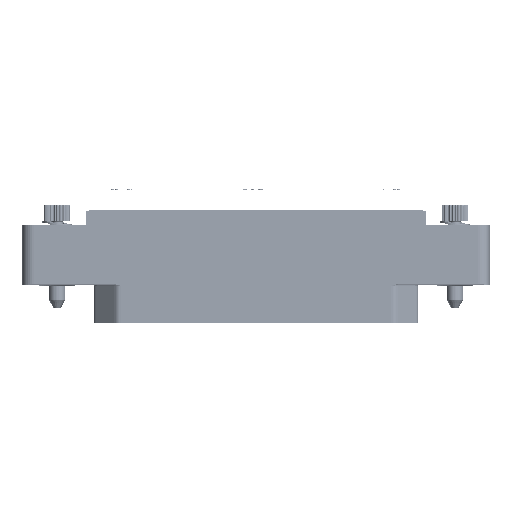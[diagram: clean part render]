
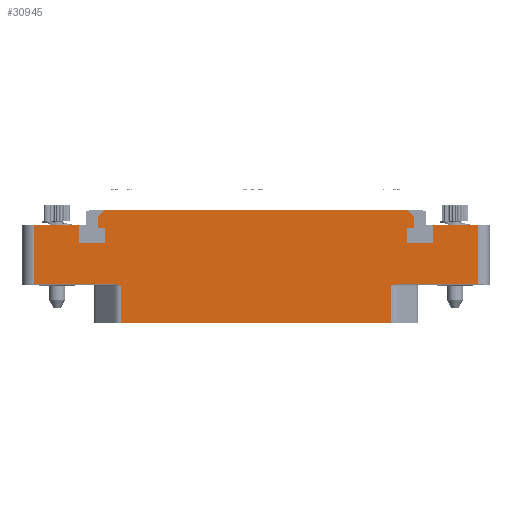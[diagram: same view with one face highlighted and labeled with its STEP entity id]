
A CAD part, top view. The second image highlights one B-rep face of the part: STEP entity #30945.
In plain terms, the highlighted planar face has unit normal (0, 0, 1).
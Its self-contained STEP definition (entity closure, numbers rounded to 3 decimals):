
#3813=DIRECTION('',(-1.,0.,0.));
#3814=VECTOR('',#3813,46.236);
#3815=CARTESIAN_POINT('',(23.118,-6.5,7.));
#3816=LINE('',#3815,#3814);
#3903=DIRECTION('',(1.,0.,0.));
#3904=VECTOR('',#3903,14.082);
#3905=CARTESIAN_POINT('',(-38.,0.,7.));
#3906=LINE('',#3905,#3904);
#4019=DIRECTION('',(0.,-1.,0.));
#4020=VECTOR('',#4019,10.25);
#4021=CARTESIAN_POINT('',(-38.,10.25,7.));
#4022=LINE('',#4021,#4020);
#4037=DIRECTION('',(1.,0.,0.));
#4038=VECTOR('',#4037,7.8);
#4039=CARTESIAN_POINT('',(-38.,10.25,7.));
#4040=LINE('',#4039,#4038);
#4041=DIRECTION('',(0.,-1.,0.));
#4042=VECTOR('',#4041,3.2);
#4043=CARTESIAN_POINT('',(-30.2,10.25,7.));
#4044=LINE('',#4043,#4042);
#4045=DIRECTION('',(1.,0.,0.));
#4046=VECTOR('',#4045,4.4);
#4047=CARTESIAN_POINT('',(-30.2,7.05,7.));
#4048=LINE('',#4047,#4046);
#4049=DIRECTION('',(0.,1.,0.));
#4050=VECTOR('',#4049,2.6);
#4051=CARTESIAN_POINT('',(-25.8,7.05,7.));
#4052=LINE('',#4051,#4050);
#4053=DIRECTION('',(-1.,0.,0.));
#4054=VECTOR('',#4053,1.2);
#4055=CARTESIAN_POINT('',(-25.8,9.65,7.));
#4056=LINE('',#4055,#4054);
#4057=DIRECTION('',(0.,-1.,0.));
#4058=VECTOR('',#4057,1.9);
#4059=CARTESIAN_POINT('',(-27.,11.55,7.));
#4060=LINE('',#4059,#4058);
#4061=DIRECTION('',(1.,0.,0.));
#4062=VECTOR('',#4061,51.6);
#4063=CARTESIAN_POINT('',(-25.8,12.75,7.));
#4064=LINE('',#4063,#4062);
#4065=DIRECTION('',(0.,-1.,0.));
#4066=VECTOR('',#4065,1.9);
#4067=CARTESIAN_POINT('',(27.,11.55,7.));
#4068=LINE('',#4067,#4066);
#4069=DIRECTION('',(-1.,0.,0.));
#4070=VECTOR('',#4069,1.2);
#4071=CARTESIAN_POINT('',(27.,9.65,7.));
#4072=LINE('',#4071,#4070);
#4073=DIRECTION('',(0.,-1.,0.));
#4074=VECTOR('',#4073,2.6);
#4075=CARTESIAN_POINT('',(25.8,9.65,7.));
#4076=LINE('',#4075,#4074);
#4077=DIRECTION('',(1.,0.,0.));
#4078=VECTOR('',#4077,4.4);
#4079=CARTESIAN_POINT('',(25.8,7.05,7.));
#4080=LINE('',#4079,#4078);
#4081=DIRECTION('',(0.,1.,0.));
#4082=VECTOR('',#4081,3.2);
#4083=CARTESIAN_POINT('',(30.2,7.05,7.));
#4084=LINE('',#4083,#4082);
#4085=DIRECTION('',(1.,0.,0.));
#4086=VECTOR('',#4085,7.8);
#4087=CARTESIAN_POINT('',(30.2,10.25,7.));
#4088=LINE('',#4087,#4086);
#4089=DIRECTION('',(1.,0.,0.));
#4090=VECTOR('',#4089,14.082);
#4091=CARTESIAN_POINT('',(23.918,0.,7.));
#4092=LINE('',#4091,#4090);
#4123=CARTESIAN_POINT('',(23.118,-0.2,7.));
#4124=CARTESIAN_POINT('',(23.155,-0.186,7.));
#4125=CARTESIAN_POINT('',(23.226,-0.161,7.));
#4126=CARTESIAN_POINT('',(23.319,-0.128,7.));
#4127=CARTESIAN_POINT('',(23.403,-0.1,7.));
#4128=CARTESIAN_POINT('',(23.479,-0.076,7.));
#4129=CARTESIAN_POINT('',(23.552,-0.055,7.));
#4130=CARTESIAN_POINT('',(23.623,-0.037,7.));
#4131=CARTESIAN_POINT('',(23.695,-0.022,7.));
#4132=CARTESIAN_POINT('',(23.769,-0.01,7.));
#4133=CARTESIAN_POINT('',(23.844,-0.002,7.));
#4134=CARTESIAN_POINT('',(23.893,0.,7.));
#4135=CARTESIAN_POINT('',(23.918,0.,7.));
#4151=DIRECTION('',(0.,1.,0.));
#4152=VECTOR('',#4151,6.3);
#4153=CARTESIAN_POINT('',(23.118,-6.5,7.));
#4154=LINE('',#4153,#4152);
#4196=DIRECTION('',(0.,1.,0.));
#4197=VECTOR('',#4196,10.25);
#4198=CARTESIAN_POINT('',(38.,0.,7.));
#4199=LINE('',#4198,#4197);
#6032=DIRECTION('',(0.,1.,0.));
#6033=VECTOR('',#6032,6.3);
#6034=CARTESIAN_POINT('',(-23.118,-6.5,7.));
#6035=LINE('',#6034,#6033);
#6060=CARTESIAN_POINT('',(-23.918,0.,7.));
#6061=CARTESIAN_POINT('',(-23.893,0.,7.));
#6062=CARTESIAN_POINT('',(-23.844,-0.002,7.));
#6063=CARTESIAN_POINT('',(-23.769,-0.01,7.));
#6064=CARTESIAN_POINT('',(-23.695,-0.022,7.));
#6065=CARTESIAN_POINT('',(-23.623,-0.037,7.));
#6066=CARTESIAN_POINT('',(-23.552,-0.055,7.));
#6067=CARTESIAN_POINT('',(-23.479,-0.076,7.));
#6068=CARTESIAN_POINT('',(-23.403,-0.1,7.));
#6069=CARTESIAN_POINT('',(-23.319,-0.128,7.));
#6070=CARTESIAN_POINT('',(-23.226,-0.161,7.));
#6071=CARTESIAN_POINT('',(-23.155,-0.186,7.));
#6072=CARTESIAN_POINT('',(-23.118,-0.2,7.));
#6412=DIRECTION('',(0.707,-0.707,0.));
#6413=VECTOR('',#6412,1.697);
#6414=CARTESIAN_POINT('',(25.8,12.75,7.));
#6415=LINE('',#6414,#6413);
#6420=DIRECTION('',(-0.707,-0.707,0.));
#6421=VECTOR('',#6420,1.697);
#6422=CARTESIAN_POINT('',(-25.8,12.75,7.));
#6423=LINE('',#6422,#6421);
#22410=CARTESIAN_POINT('',(-30.2,10.25,7.));
#22411=CARTESIAN_POINT('',(-30.2,7.05,7.));
#22412=VERTEX_POINT('',#22410);
#22413=VERTEX_POINT('',#22411);
#22414=CARTESIAN_POINT('',(-25.8,7.05,7.));
#22415=VERTEX_POINT('',#22414);
#22416=CARTESIAN_POINT('',(-25.8,9.65,7.));
#22417=VERTEX_POINT('',#22416);
#22418=CARTESIAN_POINT('',(-27.,9.65,7.));
#22419=VERTEX_POINT('',#22418);
#22420=CARTESIAN_POINT('',(27.,9.65,7.));
#22421=CARTESIAN_POINT('',(25.8,9.65,7.));
#22422=VERTEX_POINT('',#22420);
#22423=VERTEX_POINT('',#22421);
#22424=CARTESIAN_POINT('',(25.8,7.05,7.));
#22425=VERTEX_POINT('',#22424);
#22426=CARTESIAN_POINT('',(30.2,7.05,7.));
#22427=VERTEX_POINT('',#22426);
#22428=CARTESIAN_POINT('',(30.2,10.25,7.));
#22429=VERTEX_POINT('',#22428);
#22434=CARTESIAN_POINT('',(-27.,11.55,7.));
#22436=VERTEX_POINT('',#22434);
#22438=CARTESIAN_POINT('',(-25.8,12.75,7.));
#22439=VERTEX_POINT('',#22438);
#22440=CARTESIAN_POINT('',(27.,11.55,7.));
#22442=VERTEX_POINT('',#22440);
#22444=CARTESIAN_POINT('',(25.8,12.75,7.));
#22445=VERTEX_POINT('',#22444);
#22522=CARTESIAN_POINT('',(38.,0.,7.));
#22523=CARTESIAN_POINT('',(38.,10.25,7.));
#22524=VERTEX_POINT('',#22522);
#22525=VERTEX_POINT('',#22523);
#22530=CARTESIAN_POINT('',(-38.,10.25,7.));
#22531=CARTESIAN_POINT('',(-38.,0.,7.));
#22532=VERTEX_POINT('',#22530);
#22533=VERTEX_POINT('',#22531);
#22787=CARTESIAN_POINT('',(23.118,-6.5,7.));
#22789=VERTEX_POINT('',#22787);
#22790=CARTESIAN_POINT('',(-23.118,-6.5,7.));
#22792=VERTEX_POINT('',#22790);
#22822=CARTESIAN_POINT('',(-23.118,-0.2,7.));
#22823=VERTEX_POINT('',#22822);
#22824=CARTESIAN_POINT('',(-23.918,0.,7.));
#22825=VERTEX_POINT('',#22824);
#22826=CARTESIAN_POINT('',(23.118,-0.2,7.));
#22828=VERTEX_POINT('',#22826);
#22830=CARTESIAN_POINT('',(23.918,0.,7.));
#22832=VERTEX_POINT('',#22830);
#30895=CARTESIAN_POINT('',(0.,0.,7.));
#30896=DIRECTION('',(0.,0.,-1.));
#30897=DIRECTION('',(-1.,0.,0.));
#30898=AXIS2_PLACEMENT_3D('',#30895,#30896,#30897);
#30899=PLANE('',#30898);
#30901=ORIENTED_EDGE('',*,*,#30900,.F.);
#30903=ORIENTED_EDGE('',*,*,#30902,.F.);
#30905=ORIENTED_EDGE('',*,*,#30904,.F.);
#30906=ORIENTED_EDGE('',*,*,#30685,.T.);
#30908=ORIENTED_EDGE('',*,*,#30907,.T.);
#30910=ORIENTED_EDGE('',*,*,#30909,.F.);
#30911=ORIENTED_EDGE('',*,*,#30772,.F.);
#30912=ORIENTED_EDGE('',*,*,#30886,.F.);
#30913=ORIENTED_EDGE('',*,*,#30820,.T.);
#30915=ORIENTED_EDGE('',*,*,#30914,.T.);
#30917=ORIENTED_EDGE('',*,*,#30916,.T.);
#30919=ORIENTED_EDGE('',*,*,#30918,.T.);
#30921=ORIENTED_EDGE('',*,*,#30920,.T.);
#30923=ORIENTED_EDGE('',*,*,#30922,.F.);
#30925=ORIENTED_EDGE('',*,*,#30924,.F.);
#30927=ORIENTED_EDGE('',*,*,#30926,.T.);
#30929=ORIENTED_EDGE('',*,*,#30928,.T.);
#30931=ORIENTED_EDGE('',*,*,#30930,.T.);
#30933=ORIENTED_EDGE('',*,*,#30932,.T.);
#30935=ORIENTED_EDGE('',*,*,#30934,.T.);
#30937=ORIENTED_EDGE('',*,*,#30936,.T.);
#30939=ORIENTED_EDGE('',*,*,#30938,.T.);
#30940=ORIENTED_EDGE('',*,*,#30480,.T.);
#30942=ORIENTED_EDGE('',*,*,#30941,.F.);
#30943=EDGE_LOOP('',(#30901,#30903,#30905,#30906,#30908,#30910,#30911,#30912,
#30913,#30915,#30917,#30919,#30921,#30923,#30925,#30927,#30929,#30931,#30933,
#30935,#30937,#30939,#30940,#30942));
#30944=FACE_OUTER_BOUND('',#30943,.F.);
#30945=ADVANCED_FACE('',(#30944),#30899,.F.);
#4136=B_SPLINE_CURVE_WITH_KNOTS('',3,(#4123,#4124,#4125,#4126,#4127,#4128,#4129,
#4130,#4131,#4132,#4133,#4134,#4135),.UNSPECIFIED.,.F.,.F.,(4,1,1,1,1,1,1,1,1,1,
4),(0.,0.1,0.2,0.3,0.4,0.5,0.6,0.7,0.8,0.9,1.),
.UNSPECIFIED.);
#6073=B_SPLINE_CURVE_WITH_KNOTS('',3,(#6060,#6061,#6062,#6063,#6064,#6065,#6066,
#6067,#6068,#6069,#6070,#6071,#6072),.UNSPECIFIED.,.F.,.F.,(4,1,1,1,1,1,1,1,1,1,
4),(0.,0.1,0.2,0.3,0.4,0.5,0.6,0.7,0.8,0.9,1.),
.UNSPECIFIED.);
#30480=EDGE_CURVE('',#22429,#22525,#4088,.T.);
#30685=EDGE_CURVE('',#22789,#22792,#3816,.T.);
#30772=EDGE_CURVE('',#22533,#22825,#3906,.T.);
#30820=EDGE_CURVE('',#22532,#22412,#4040,.T.);
#30886=EDGE_CURVE('',#22532,#22533,#4022,.T.);
#30900=EDGE_CURVE('',#22832,#22524,#4092,.T.);
#30902=EDGE_CURVE('',#22828,#22832,#4136,.T.);
#30904=EDGE_CURVE('',#22789,#22828,#4154,.T.);
#30907=EDGE_CURVE('',#22792,#22823,#6035,.T.);
#30909=EDGE_CURVE('',#22825,#22823,#6073,.T.);
#30914=EDGE_CURVE('',#22412,#22413,#4044,.T.);
#30916=EDGE_CURVE('',#22413,#22415,#4048,.T.);
#30918=EDGE_CURVE('',#22415,#22417,#4052,.T.);
#30920=EDGE_CURVE('',#22417,#22419,#4056,.T.);
#30922=EDGE_CURVE('',#22436,#22419,#4060,.T.);
#30924=EDGE_CURVE('',#22439,#22436,#6423,.T.);
#30926=EDGE_CURVE('',#22439,#22445,#4064,.T.);
#30928=EDGE_CURVE('',#22445,#22442,#6415,.T.);
#30930=EDGE_CURVE('',#22442,#22422,#4068,.T.);
#30932=EDGE_CURVE('',#22422,#22423,#4072,.T.);
#30934=EDGE_CURVE('',#22423,#22425,#4076,.T.);
#30936=EDGE_CURVE('',#22425,#22427,#4080,.T.);
#30938=EDGE_CURVE('',#22427,#22429,#4084,.T.);
#30941=EDGE_CURVE('',#22524,#22525,#4199,.T.);
